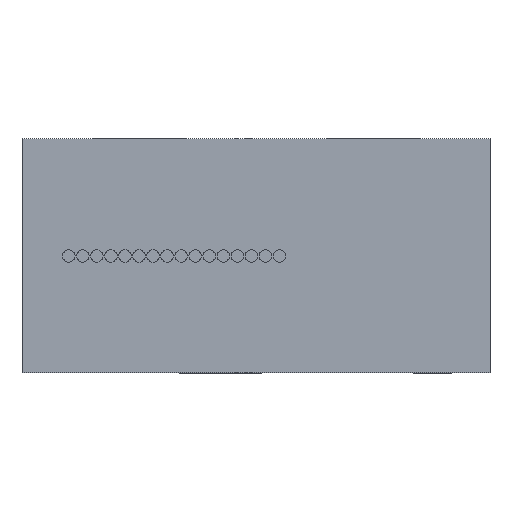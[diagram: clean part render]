
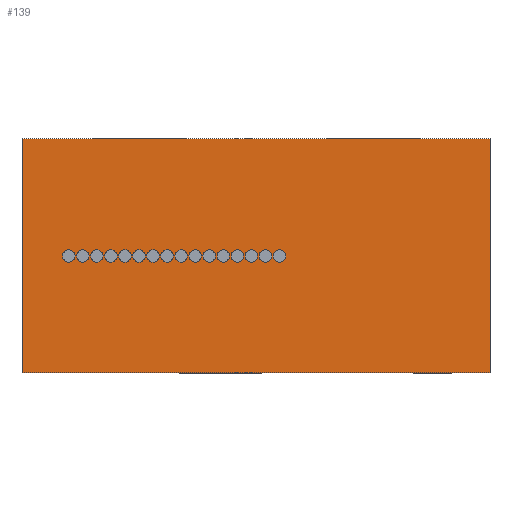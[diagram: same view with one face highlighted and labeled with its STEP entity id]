
A CAD part, front view. The second image highlights one B-rep face of the part: STEP entity #139.
In plain terms, the highlighted planar face has unit normal (0, -1, 0).
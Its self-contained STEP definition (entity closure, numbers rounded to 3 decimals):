
#51=PLANE('',#828);
#80=FACE_BOUND('',#257,.T.);
#81=FACE_BOUND('',#258,.T.);
#82=FACE_BOUND('',#259,.T.);
#83=FACE_BOUND('',#260,.T.);
#84=FACE_BOUND('',#261,.T.);
#85=FACE_BOUND('',#262,.T.);
#86=FACE_BOUND('',#263,.T.);
#87=FACE_BOUND('',#264,.T.);
#88=FACE_BOUND('',#265,.T.);
#89=FACE_BOUND('',#266,.T.);
#90=FACE_BOUND('',#267,.T.);
#91=FACE_BOUND('',#268,.T.);
#92=FACE_BOUND('',#269,.T.);
#93=FACE_BOUND('',#270,.T.);
#94=FACE_BOUND('',#271,.T.);
#95=FACE_BOUND('',#272,.T.);
#96=FACE_BOUND('',#273,.T.);
#139=ADVANCED_FACE('',(#80,#81,#82,#83,#84,#85,#86,#87,#88,#89,#90,#91,
#92,#93,#94,#95,#96),#51,.F.);
#257=EDGE_LOOP('',(#442));
#258=EDGE_LOOP('',(#443));
#259=EDGE_LOOP('',(#444));
#260=EDGE_LOOP('',(#445));
#261=EDGE_LOOP('',(#446));
#262=EDGE_LOOP('',(#447));
#263=EDGE_LOOP('',(#448));
#264=EDGE_LOOP('',(#449));
#265=EDGE_LOOP('',(#450));
#266=EDGE_LOOP('',(#451));
#267=EDGE_LOOP('',(#452));
#268=EDGE_LOOP('',(#453));
#269=EDGE_LOOP('',(#454));
#270=EDGE_LOOP('',(#455));
#271=EDGE_LOOP('',(#456));
#272=EDGE_LOOP('',(#457));
#273=EDGE_LOOP('',(#458,#459,#460,#461));
#377=CIRCLE('',#812,0.133);
#378=CIRCLE('',#813,0.133);
#379=CIRCLE('',#814,0.133);
#380=CIRCLE('',#815,0.133);
#381=CIRCLE('',#816,0.133);
#382=CIRCLE('',#817,0.133);
#383=CIRCLE('',#818,0.133);
#384=CIRCLE('',#819,0.133);
#385=CIRCLE('',#820,0.133);
#386=CIRCLE('',#821,0.133);
#387=CIRCLE('',#822,0.133);
#388=CIRCLE('',#823,0.133);
#389=CIRCLE('',#824,0.133);
#390=CIRCLE('',#825,0.133);
#391=CIRCLE('',#826,0.133);
#392=CIRCLE('',#827,0.133);
#442=ORIENTED_EDGE('',*,*,#693,.F.);
#443=ORIENTED_EDGE('',*,*,#694,.F.);
#444=ORIENTED_EDGE('',*,*,#695,.F.);
#445=ORIENTED_EDGE('',*,*,#696,.F.);
#446=ORIENTED_EDGE('',*,*,#697,.F.);
#447=ORIENTED_EDGE('',*,*,#698,.F.);
#448=ORIENTED_EDGE('',*,*,#699,.F.);
#449=ORIENTED_EDGE('',*,*,#700,.F.);
#450=ORIENTED_EDGE('',*,*,#701,.F.);
#451=ORIENTED_EDGE('',*,*,#702,.F.);
#452=ORIENTED_EDGE('',*,*,#703,.F.);
#453=ORIENTED_EDGE('',*,*,#704,.F.);
#454=ORIENTED_EDGE('',*,*,#705,.F.);
#455=ORIENTED_EDGE('',*,*,#706,.F.);
#456=ORIENTED_EDGE('',*,*,#707,.F.);
#457=ORIENTED_EDGE('',*,*,#708,.F.);
#458=ORIENTED_EDGE('',*,*,#680,.T.);
#459=ORIENTED_EDGE('',*,*,#709,.F.);
#460=ORIENTED_EDGE('',*,*,#710,.F.);
#461=ORIENTED_EDGE('',*,*,#690,.T.);
#606=VERTEX_POINT('',#2322);
#608=VERTEX_POINT('',#2326);
#616=VERTEX_POINT('',#3547);
#618=VERTEX_POINT('',#3553);
#619=VERTEX_POINT('',#3555);
#620=VERTEX_POINT('',#3557);
#621=VERTEX_POINT('',#3559);
#622=VERTEX_POINT('',#3561);
#623=VERTEX_POINT('',#3563);
#624=VERTEX_POINT('',#3565);
#625=VERTEX_POINT('',#3567);
#626=VERTEX_POINT('',#3569);
#627=VERTEX_POINT('',#3571);
#628=VERTEX_POINT('',#3573);
#629=VERTEX_POINT('',#3575);
#630=VERTEX_POINT('',#3577);
#631=VERTEX_POINT('',#3579);
#632=VERTEX_POINT('',#3581);
#633=VERTEX_POINT('',#3583);
#634=VERTEX_POINT('',#3585);
#680=EDGE_CURVE('',#606,#608,#765,.T.);
#690=EDGE_CURVE('',#616,#606,#769,.T.);
#693=EDGE_CURVE('',#618,#618,#377,.T.);
#694=EDGE_CURVE('',#619,#619,#378,.T.);
#695=EDGE_CURVE('',#620,#620,#379,.T.);
#696=EDGE_CURVE('',#621,#621,#380,.T.);
#697=EDGE_CURVE('',#622,#622,#381,.T.);
#698=EDGE_CURVE('',#623,#623,#382,.T.);
#699=EDGE_CURVE('',#624,#624,#383,.T.);
#700=EDGE_CURVE('',#625,#625,#384,.T.);
#701=EDGE_CURVE('',#626,#626,#385,.T.);
#702=EDGE_CURVE('',#627,#627,#386,.T.);
#703=EDGE_CURVE('',#628,#628,#387,.T.);
#704=EDGE_CURVE('',#629,#629,#388,.T.);
#705=EDGE_CURVE('',#630,#630,#389,.T.);
#706=EDGE_CURVE('',#631,#631,#390,.T.);
#707=EDGE_CURVE('',#632,#632,#391,.T.);
#708=EDGE_CURVE('',#633,#633,#392,.T.);
#709=EDGE_CURVE('',#634,#608,#772,.T.);
#710=EDGE_CURVE('',#616,#634,#773,.T.);
#765=LINE('',#2327,#786);
#769=LINE('',#3546,#790);
#772=LINE('',#3584,#793);
#773=LINE('',#3586,#794);
#786=VECTOR('',#911,1.);
#790=VECTOR('',#923,1.);
#793=VECTOR('',#960,1.);
#794=VECTOR('',#961,1.);
#812=AXIS2_PLACEMENT_3D('',#3552,#928,#929);
#813=AXIS2_PLACEMENT_3D('',#3554,#930,#931);
#814=AXIS2_PLACEMENT_3D('',#3556,#932,#933);
#815=AXIS2_PLACEMENT_3D('',#3558,#934,#935);
#816=AXIS2_PLACEMENT_3D('',#3560,#936,#937);
#817=AXIS2_PLACEMENT_3D('',#3562,#938,#939);
#818=AXIS2_PLACEMENT_3D('',#3564,#940,#941);
#819=AXIS2_PLACEMENT_3D('',#3566,#942,#943);
#820=AXIS2_PLACEMENT_3D('',#3568,#944,#945);
#821=AXIS2_PLACEMENT_3D('',#3570,#946,#947);
#822=AXIS2_PLACEMENT_3D('',#3572,#948,#949);
#823=AXIS2_PLACEMENT_3D('',#3574,#950,#951);
#824=AXIS2_PLACEMENT_3D('',#3576,#952,#953);
#825=AXIS2_PLACEMENT_3D('',#3578,#954,#955);
#826=AXIS2_PLACEMENT_3D('',#3580,#956,#957);
#827=AXIS2_PLACEMENT_3D('',#3582,#958,#959);
#828=AXIS2_PLACEMENT_3D('',#3587,#962,#963);
#911=DIRECTION('',(-1.,0.,0.));
#923=DIRECTION('',(0.,0.,1.));
#928=DIRECTION('',(0.,-1.,0.));
#929=DIRECTION('',(0.,0.,1.));
#930=DIRECTION('',(0.,-1.,0.));
#931=DIRECTION('',(0.,0.,1.));
#932=DIRECTION('',(0.,-1.,0.));
#933=DIRECTION('',(0.,0.,1.));
#934=DIRECTION('',(0.,-1.,0.));
#935=DIRECTION('',(0.,0.,1.));
#936=DIRECTION('',(0.,-1.,0.));
#937=DIRECTION('',(0.,0.,1.));
#938=DIRECTION('',(0.,-1.,0.));
#939=DIRECTION('',(0.,0.,1.));
#940=DIRECTION('',(0.,-1.,0.));
#941=DIRECTION('',(0.,0.,1.));
#942=DIRECTION('',(0.,-1.,0.));
#943=DIRECTION('',(0.,0.,1.));
#944=DIRECTION('',(0.,-1.,0.));
#945=DIRECTION('',(0.,0.,1.));
#946=DIRECTION('',(0.,-1.,0.));
#947=DIRECTION('',(0.,0.,1.));
#948=DIRECTION('',(0.,-1.,0.));
#949=DIRECTION('',(0.,0.,1.));
#950=DIRECTION('',(0.,-1.,0.));
#951=DIRECTION('',(0.,0.,1.));
#952=DIRECTION('',(0.,-1.,0.));
#953=DIRECTION('',(0.,0.,1.));
#954=DIRECTION('',(0.,-1.,0.));
#955=DIRECTION('',(0.,0.,1.));
#956=DIRECTION('',(0.,-1.,0.));
#957=DIRECTION('',(0.,0.,1.));
#958=DIRECTION('',(0.,-1.,0.));
#959=DIRECTION('',(0.,0.,1.));
#960=DIRECTION('',(0.,0.,1.));
#961=DIRECTION('',(-1.,0.,0.));
#962=DIRECTION('',(0.,1.,0.));
#963=DIRECTION('',(-1.,0.,0.));
#2322=CARTESIAN_POINT('',(10.,0.,5.));
#2326=CARTESIAN_POINT('',(0.,0.,5.));
#2327=CARTESIAN_POINT('',(10.,0.,5.));
#3546=CARTESIAN_POINT('',(10.,0.,0.));
#3547=CARTESIAN_POINT('',(10.,0.,0.));
#3552=CARTESIAN_POINT('',(1.,0.,2.5));
#3553=CARTESIAN_POINT('',(1.,0.,2.633));
#3554=CARTESIAN_POINT('',(4.6,0.,2.5));
#3555=CARTESIAN_POINT('',(4.6,0.,2.633));
#3556=CARTESIAN_POINT('',(4.,0.,2.5));
#3557=CARTESIAN_POINT('',(4.,0.,2.633));
#3558=CARTESIAN_POINT('',(3.4,0.,2.5));
#3559=CARTESIAN_POINT('',(3.4,0.,2.633));
#3560=CARTESIAN_POINT('',(2.8,0.,2.5));
#3561=CARTESIAN_POINT('',(2.8,0.,2.633));
#3562=CARTESIAN_POINT('',(1.9,0.,2.5));
#3563=CARTESIAN_POINT('',(1.9,0.,2.633));
#3564=CARTESIAN_POINT('',(1.3,0.,2.5));
#3565=CARTESIAN_POINT('',(1.3,0.,2.633));
#3566=CARTESIAN_POINT('',(1.6,0.,2.5));
#3567=CARTESIAN_POINT('',(1.6,0.,2.633));
#3568=CARTESIAN_POINT('',(2.2,0.,2.5));
#3569=CARTESIAN_POINT('',(2.2,0.,2.633));
#3570=CARTESIAN_POINT('',(2.5,0.,2.5));
#3571=CARTESIAN_POINT('',(2.5,0.,2.633));
#3572=CARTESIAN_POINT('',(3.1,0.,2.5));
#3573=CARTESIAN_POINT('',(3.1,0.,2.633));
#3574=CARTESIAN_POINT('',(3.7,0.,2.5));
#3575=CARTESIAN_POINT('',(3.7,0.,2.633));
#3576=CARTESIAN_POINT('',(4.3,0.,2.5));
#3577=CARTESIAN_POINT('',(4.3,0.,2.633));
#3578=CARTESIAN_POINT('',(4.9,0.,2.5));
#3579=CARTESIAN_POINT('',(4.9,0.,2.633));
#3580=CARTESIAN_POINT('',(5.5,0.,2.5));
#3581=CARTESIAN_POINT('',(5.5,0.,2.633));
#3582=CARTESIAN_POINT('',(5.2,0.,2.5));
#3583=CARTESIAN_POINT('',(5.2,0.,2.633));
#3584=CARTESIAN_POINT('',(0.,0.,0.));
#3585=CARTESIAN_POINT('',(0.,0.,0.));
#3586=CARTESIAN_POINT('',(10.,0.,0.));
#3587=CARTESIAN_POINT('',(10.,0.,0.));
